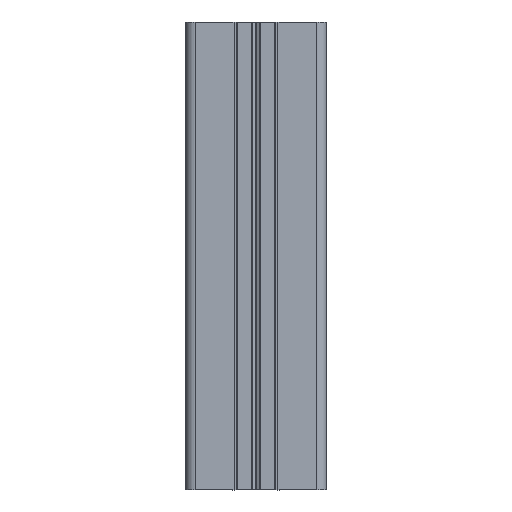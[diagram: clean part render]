
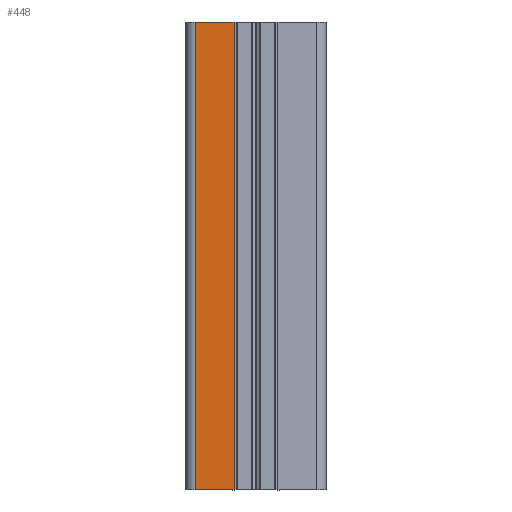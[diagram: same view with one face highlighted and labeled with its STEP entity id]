
A CAD part, top view. The second image highlights one B-rep face of the part: STEP entity #448.
In plain terms, the highlighted planar face has unit normal (0, 0, 1).
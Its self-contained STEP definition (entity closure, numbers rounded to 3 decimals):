
#448 = ADVANCED_FACE( '', ( #956 ), #957, .T. );
#956 = FACE_OUTER_BOUND( '', #1531, .T. );
#957 = PLANE( '', #1532 );
#1531 = EDGE_LOOP( '', ( #2695, #2696, #2697, #2698 ) );
#1532 = AXIS2_PLACEMENT_3D( '', #2699, #2700, #2701 );
#2695 = ORIENTED_EDGE( '', *, *, #4108, .F. );
#2696 = ORIENTED_EDGE( '', *, *, #4109, .F. );
#2697 = ORIENTED_EDGE( '', *, *, #4110, .T. );
#2698 = ORIENTED_EDGE( '', *, *, #4111, .T. );
#2699 = CARTESIAN_POINT( '', ( -4.7, 100., 15. ) );
#2700 = DIRECTION( '', ( 0., 0., 1. ) );
#2701 = DIRECTION( '', ( 1., 0., 0. ) );
#4108 = EDGE_CURVE( '', #5166, #5167, #5168, .T. );
#4109 = EDGE_CURVE( '', #5169, #5166, #5170, .T. );
#4110 = EDGE_CURVE( '', #5169, #5171, #5172, .T. );
#4111 = EDGE_CURVE( '', #5171, #5167, #5173, .T. );
#5166 = VERTEX_POINT( '', #6552 );
#5167 = VERTEX_POINT( '', #6553 );
#5168 = LINE( '', #6554, #6555 );
#5169 = VERTEX_POINT( '', #6556 );
#5170 = LINE( '', #6557, #6558 );
#5171 = VERTEX_POINT( '', #6559 );
#5172 = LINE( '', #6560, #6561 );
#5173 = LINE( '', #6562, #6563 );
#6552 = CARTESIAN_POINT( '', ( -4.7, 0., 15. ) );
#6553 = CARTESIAN_POINT( '', ( -13., 0., 15. ) );
#6554 = CARTESIAN_POINT( '', ( -4.7, 0., 15. ) );
#6555 = VECTOR( '', #7550, 1000. );
#6556 = CARTESIAN_POINT( '', ( -4.7, 100., 15. ) );
#6557 = CARTESIAN_POINT( '', ( -4.7, 100., 15. ) );
#6558 = VECTOR( '', #7551, 1000. );
#6559 = CARTESIAN_POINT( '', ( -13., 100., 15. ) );
#6560 = CARTESIAN_POINT( '', ( -4.7, 100., 15. ) );
#6561 = VECTOR( '', #7552, 1000. );
#6562 = CARTESIAN_POINT( '', ( -13., 100., 15. ) );
#6563 = VECTOR( '', #7553, 1000. );
#7550 = DIRECTION( '', ( -1., 0., 0. ) );
#7551 = DIRECTION( '', ( 0., -1., 0. ) );
#7552 = DIRECTION( '', ( -1., 0., 0. ) );
#7553 = DIRECTION( '', ( 0., -1., 0. ) );
